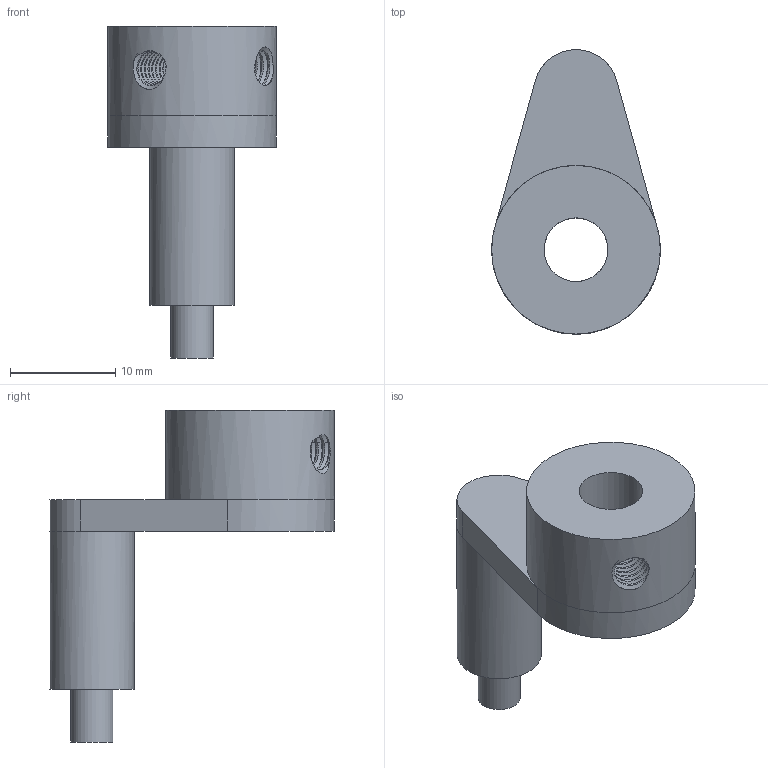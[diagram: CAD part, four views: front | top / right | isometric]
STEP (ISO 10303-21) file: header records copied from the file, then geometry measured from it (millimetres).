
FILE_DESCRIPTION(('FreeCAD Model'),'2;1');
FILE_NAME('Open CASCADE Shape Model','2024-04-21T10:15:00',(''),(''), 'Open CASCADE STEP processor 7.6','FreeCAD','Unknown');
FILE_SCHEMA(('AUTOMOTIVE_DESIGN { 1 0 10303 214 1 1 1 1 }'));
Length unit declared in the file: millimetre
Products named in the file (1): Corps
Bounding box: 16 x 27 x 31.5 mm (x, y, z)
Volume: 3027.2 mm3; surface area: 2002.2 mm2
Topology: 1 solids, 1 shells, 97 faces, 245 edges, 152 vertices
Faces by surface type: bspline 64, cylinder 26, plane 7
Full cylindrical faces by diameter (mm): 3.322 x14, 4 x1, 6.05 x1, 8 x1, 16 x1
Entity records: 10710 total; most frequent: CARTESIAN_POINT 8946, ORIENTED_EDGE 490, EDGE_CURVE 245, B_SPLINE_CURVE_WITH_KNOTS 202, VERTEX_POINT 152, DIRECTION 125, FACE_BOUND 105, EDGE_LOOP 105
